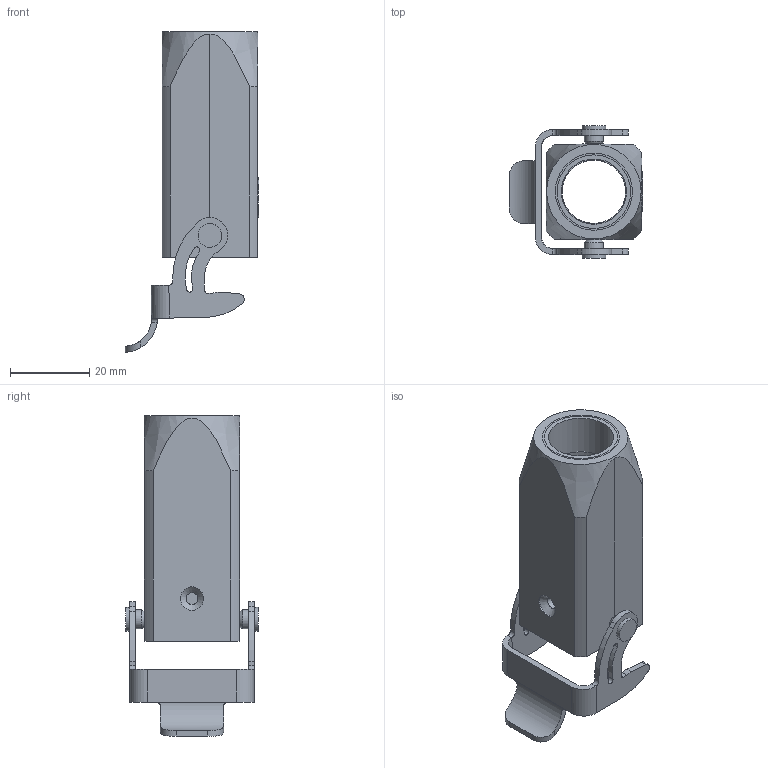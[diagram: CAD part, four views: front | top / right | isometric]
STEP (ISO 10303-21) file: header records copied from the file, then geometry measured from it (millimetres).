
FILE_DESCRIPTION((''),'2;1');
FILE_NAME('05200031760.stp','2020-07-08T08:08:17',('e.eickhoff'),(''),'Autodesk Inventor 2012','Autodesk Inventor 2012','');
FILE_SCHEMA(('AUTOMOTIVE_DESIGN { 1 0 10303 214 1 1 1 1 }'));
Length unit declared in the file: millimetre
Products named in the file (3): 05200031760; M16-PG11 Adapter
Assembly tree (2 placements, depth 2):
  05200031760
    05200031760
    M16-PG11 Adapter
Bounding box: 33.83 x 33.6 x 80.99 mm (x, y, z)
Volume: 12124.2 mm3; surface area: 14678.2 mm2
Topology: 3 solids, 3 shells, 298 faces, 788 edges, 516 vertices
Faces by surface type: plane 151, cylinder 67, bspline 42, cone 26, torus 11, revolution 1
Full cylindrical faces by diameter (mm): 2.6 x2, 3 x1, 4.8 x2, 5 x2, 5.9 x1, 6 x2, 16 x1, 16.5 x1, 18.6 x1, 19.5 x1
Entity records: 11482 total; most frequent: CARTESIAN_POINT 4178, ORIENTED_EDGE 1506, DIRECTION 1367, EDGE_CURVE 753, VERTEX_POINT 504, AXIS2_PLACEMENT_3D 481, VECTOR 404, LINE 404
